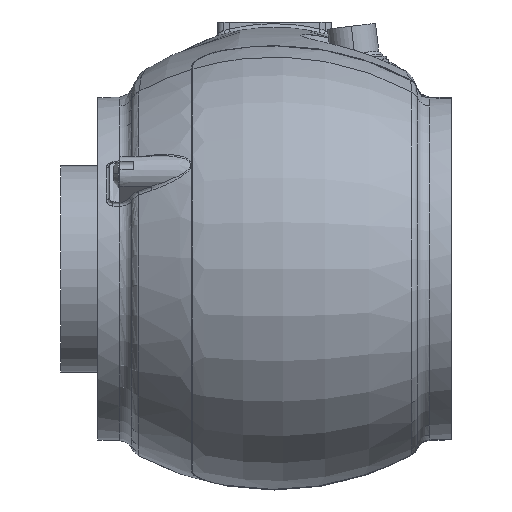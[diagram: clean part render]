
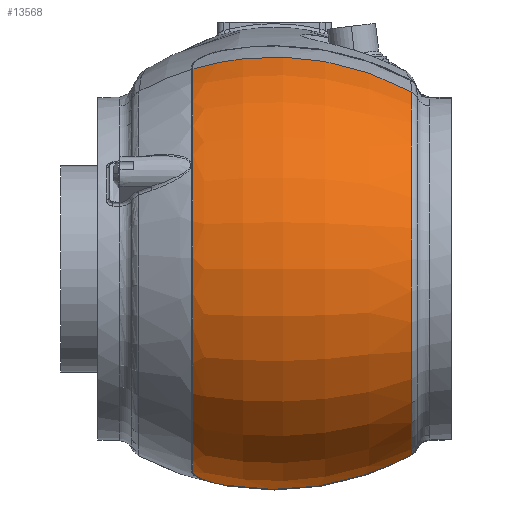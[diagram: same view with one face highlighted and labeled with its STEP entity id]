
A CAD part, left-side view. The second image highlights one B-rep face of the part: STEP entity #13568.
In plain terms, the highlighted toroidal (fillet/blend) face has major radius 19 mm and minor radius 83 mm.
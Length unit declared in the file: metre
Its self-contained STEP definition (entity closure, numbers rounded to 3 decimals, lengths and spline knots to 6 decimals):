
#339 = VERTEX_POINT ( 'NONE', #16256 ) ;
#553 = CARTESIAN_POINT ( 'NONE',  ( -0.011023, 0.023153, 0.560301 ) ) ;
#565 = CARTESIAN_POINT ( 'NONE',  ( -0.018118, -0.008334, 0.680944 ) ) ;
#828 = CARTESIAN_POINT ( 'NONE',  ( -0.004537, -0.035497, 0.564122 ) ) ;
#840 = CARTESIAN_POINT ( 'NONE',  ( -0.005523, 0.018358, 0.5583 ) ) ;
#1047 = CARTESIAN_POINT ( 'NONE',  ( 0., -0.039624, 0.62 ) ) ;
#1287 = DIRECTION ( 'NONE',  ( 0., -1., 0. ) ) ;
#1947 = CARTESIAN_POINT ( 'NONE',  ( -0.018116, -0.008507, 0.680927 ) ) ;
#2044 = CARTESIAN_POINT ( 'NONE',  ( -0.017201, -0.035275, 0.673603 ) ) ;
#2210 = CARTESIAN_POINT ( 'NONE',  ( -0.004536, -0.015716, 0.557633 ) ) ;
#2220 = CARTESIAN_POINT ( 'NONE',  ( -0.009064, 0.022213, 0.559704 ) ) ;
#2231 = CARTESIAN_POINT ( 'NONE',  ( -0.017938, 0.018555, 0.679426 ) ) ;
#2276 = CARTESIAN_POINT ( 'NONE',  ( -0.017019, -0.039624, 0.671176 ) ) ;
#2301 = CARTESIAN_POINT ( 'NONE',  ( -0.004536, 0.014085, 0.557368 ) ) ;
#2503 = CARTESIAN_POINT ( 'NONE',  ( -0.004537, -0.037583, 0.565147 ) ) ;
#3426 = CARTESIAN_POINT ( 'NONE',  ( -0.018149, -0.005213, 0.681205 ) ) ;
#3560 = CARTESIAN_POINT ( 'NONE',  ( -0.017092, -0.039624, 0.671151 ) ) ;
#3597 = CARTESIAN_POINT ( 'NONE',  ( -0.004786, 0.01628, 0.557795 ) ) ;
#3670 = VERTEX_POINT ( 'NONE', #14117 ) ;
#3695 = CARTESIAN_POINT ( 'NONE',  ( -0.014112, 0.023642, 0.561106 ) ) ;
#3972 = CARTESIAN_POINT ( 'NONE',  ( -0.004536, -0.022494, 0.559242 ) ) ;
#4010 = VERTEX_POINT ( 'NONE', #6579 ) ;
#4034 = FACE_OUTER_BOUND ( 'NONE', #6339, .T. ) ;
#4564 = DIRECTION ( 'NONE',  ( 0., -1., 0. ) ) ;
#4787 = CARTESIAN_POINT ( 'NONE',  ( -0.018115, -0.008601, 0.680917 ) ) ;
#4882 = CARTESIAN_POINT ( 'NONE',  ( -0.017471, -0.030499, 0.67571 ) ) ;
#4933 = AXIS2_PLACEMENT_3D ( 'NONE', #10429, #4564, #18022 ) ;
#5062 = CARTESIAN_POINT ( 'NONE',  ( -0.005158, 0.017488, 0.558077 ) ) ;
#5072 = CARTESIAN_POINT ( 'NONE',  ( -0.018161, -0.003135, 0.681319 ) ) ;
#5152 = CARTESIAN_POINT ( 'NONE',  ( -0.012853, 0.02358, 0.560796 ) ) ;
#5241 = CARTESIAN_POINT ( 'NONE',  ( -0.004537, -0.039624, 0.56626 ) ) ;
#5254 = CARTESIAN_POINT ( 'NONE',  ( -0.004536, 0.014085, 0.557368 ) ) ;
#5274 = B_SPLINE_CURVE_WITH_KNOTS ( 'NONE', 3,
 ( #3560, #2276, #12641, #18383 ),
 .UNSPECIFIED., .F., .F.,
 ( 4, 4 ),
 ( 0., 1. ),
 .UNSPECIFIED. ) ;
#5432 = CARTESIAN_POINT ( 'NONE',  ( -0.004535, 0.009504, 0.556577 ) ) ;
#5536 = CARTESIAN_POINT ( 'NONE',  ( -0.004536, -0.031245, 0.562248 ) ) ;
#5785 = CARTESIAN_POINT ( 'NONE',  ( -0.004536, 0.014085, 0.557368 ) ) ;
#6230 = TOROIDAL_SURFACE ( 'NONE', #17120, -0.019, 0.083 ) ;
#6338 = ORIENTED_EDGE ( 'NONE', *, *, #12117, .T. ) ;
#6339 = EDGE_LOOP ( 'NONE', ( #16796, #14034, #6338, #14255, #7723, #14864 ) ) ;
#6533 = CARTESIAN_POINT ( 'NONE',  ( -0.010165, 0.022798, 0.560047 ) ) ;
#6579 = CARTESIAN_POINT ( 'NONE',  ( -0.014112, 0.023642, 0.561106 ) ) ;
#6994 = CARTESIAN_POINT ( 'NONE',  ( -0.004535, 0.004921, 0.55618 ) ) ;
#7101 = EDGE_CURVE ( 'NONE', #18867, #3670, #10577, .T. ) ;
#7481 = EDGE_CURVE ( 'NONE', #10490, #15615, #16855, .T. ) ;
#7723 = ORIENTED_EDGE ( 'NONE', *, *, #7101, .T. ) ;
#7820 = CARTESIAN_POINT ( 'NONE',  ( -0.018166, -0.001752, 0.68136 ) ) ;
#7997 = CARTESIAN_POINT ( 'NONE',  ( -0.017785, -0.022737, 0.678215 ) ) ;
#8098 = CARTESIAN_POINT ( 'NONE',  ( -0.018141, -0.006253, 0.681135 ) ) ;
#8268 = CARTESIAN_POINT ( 'NONE',  ( -0.006922, 0.020429, 0.558941 ) ) ;
#8355 = CIRCLE ( 'NONE', #4933, 0.060562 ) ;
#8458 = CARTESIAN_POINT ( 'NONE',  ( -0.004536, -0.029088, 0.561405 ) ) ;
#8995 = EDGE_CURVE ( 'NONE', #339, #18867, #5274, .T. ) ;
#9554 = CARTESIAN_POINT ( 'NONE',  ( -0.011618, 0.023334, 0.560467 ) ) ;
#9566 = CARTESIAN_POINT ( 'NONE',  ( -0.017875, -0.020052, 0.678941 ) ) ;
#9749 = CARTESIAN_POINT ( 'NONE',  ( -0.007804, 0.021303, 0.559277 ) ) ;
#9993 = CARTESIAN_POINT ( 'NONE',  ( 0., 0., 0.62 ) ) ;
#10292 = CARTESIAN_POINT ( 'NONE',  ( -0.004537, -0.039624, 0.56626 ) ) ;
#10429 = CARTESIAN_POINT ( 'NONE',  ( 0., 0.023642, 0.62 ) ) ;
#10490 = VERTEX_POINT ( 'NONE', #5785 ) ;
#10577 = B_SPLINE_CURVE_WITH_KNOTS ( 'NONE', 3,
 ( #13780, #2044, #4882, #7997, #9566, #15336, #18234, #4787, #1947, #565, #18519, #11033, #8098, #3426, #5072, #7820, #15517, #16690, #15612, #2231, #16882 ),
 .UNSPECIFIED., .F., .F.,
 ( 4, 2, 2, 2, 2, 1, 1, 1, 2, 2, 2, 4 ),
 ( 0., 0.248543, 0.372815, 0.497086, 0.50097, 0.504853, 0.51262, 0.528154, 0.559222, 0.621358, 0.745629, 0.994173 ),
 .UNSPECIFIED. ) ;
#11022 = CARTESIAN_POINT ( 'NONE',  ( -0.005049, 0.017188, 0.558004 ) ) ;
#11033 = CARTESIAN_POINT ( 'NONE',  ( -0.018128, -0.007467, 0.681029 ) ) ;
#11216 = CARTESIAN_POINT ( 'NONE',  ( -0.00582, 0.018906, 0.558454 ) ) ;
#12117 = EDGE_CURVE ( 'NONE', #15615, #339, #19266, .T. ) ;
#12499 = CARTESIAN_POINT ( 'NONE',  ( -0.009334, 0.022374, 0.559791 ) ) ;
#12641 = CARTESIAN_POINT ( 'NONE',  ( -0.016946, -0.039624, 0.6712 ) ) ;
#12728 = DIRECTION ( 'NONE',  ( 0., 0., -1. ) ) ;
#12775 = CARTESIAN_POINT ( 'NONE',  ( -0.004535, -0.004248, 0.556143 ) ) ;
#13568 = ADVANCED_FACE ( 'NONE', ( #4034 ), #6230, .T. ) ;
#13780 = CARTESIAN_POINT ( 'NONE',  ( -0.016873, -0.039624, 0.671224 ) ) ;
#14034 = ORIENTED_EDGE ( 'NONE', *, *, #7481, .T. ) ;
#14117 = CARTESIAN_POINT ( 'NONE',  ( -0.017749, 0.023642, 0.677903 ) ) ;
#14255 = ORIENTED_EDGE ( 'NONE', *, *, #8995, .T. ) ;
#14289 = B_SPLINE_CURVE_WITH_KNOTS ( 'NONE', 3,
 ( #3695, #16961, #5152, #9554, #553, #6533, #15692, #12499, #2220, #18800, #9749, #8268, #18416, #11216, #840, #5062, #11022, #15600, #3597, #18608, #15505, #5254 ),
 .UNSPECIFIED., .F., .F.,
 ( 4, 2, 2, 2, 2, 2, 2, 2, 2, 2, 4 ),
 ( 0., 0.001944, 0.003888, 0.00486, 0.005832, 0.007776, 0.00972, 0.011664, 0.012636, 0.013608, 0.015552 ),
 .UNSPECIFIED. ) ;
#14864 = ORIENTED_EDGE ( 'NONE', *, *, #15006, .T. ) ;
#14926 = AXIS2_PLACEMENT_3D ( 'NONE', #1047, #17063, #18810 ) ;
#15006 = EDGE_CURVE ( 'NONE', #3670, #4010, #8355, .T. ) ;
#15336 = CARTESIAN_POINT ( 'NONE',  ( -0.018021, -0.014501, 0.680131 ) ) ;
#15505 = CARTESIAN_POINT ( 'NONE',  ( -0.004536, 0.014727, 0.557479 ) ) ;
#15517 = CARTESIAN_POINT ( 'NONE',  ( -0.018166, 0.002383, 0.68138 ) ) ;
#15600 = CARTESIAN_POINT ( 'NONE',  ( -0.004864, 0.016585, 0.557863 ) ) ;
#15612 = CARTESIAN_POINT ( 'NONE',  ( -0.018059, 0.013255, 0.680477 ) ) ;
#15615 = VERTEX_POINT ( 'NONE', #10292 ) ;
#15680 = CARTESIAN_POINT ( 'NONE',  ( -0.004535, -0.008835, 0.556503 ) ) ;
#15692 = CARTESIAN_POINT ( 'NONE',  ( -0.009884, 0.022666, 0.559962 ) ) ;
#15984 = CARTESIAN_POINT ( 'NONE',  ( -0.004536, -0.024712, 0.559901 ) ) ;
#16071 = CARTESIAN_POINT ( 'NONE',  ( -0.016873, -0.039624, 0.671224 ) ) ;
#16256 = CARTESIAN_POINT ( 'NONE',  ( -0.017092, -0.039624, 0.671151 ) ) ;
#16690 = CARTESIAN_POINT ( 'NONE',  ( -0.018151, 0.005123, 0.681254 ) ) ;
#16796 = ORIENTED_EDGE ( 'NONE', *, *, #17522, .T. ) ;
#16855 = B_SPLINE_CURVE_WITH_KNOTS ( 'NONE', 3,
 ( #2301, #5432, #6994, #12775, #15680, #2210, #18696, #3972, #15984, #8458, #5536, #828, #2503, #5241 ),
 .UNSPECIFIED., .F., .F.,
 ( 4, 2, 2, 2, 2, 2, 4 ),
 ( 0., 0.013754, 0.027508, 0.034385, 0.041262, 0.048138, 0.055015 ),
 .UNSPECIFIED. ) ;
#16882 = CARTESIAN_POINT ( 'NONE',  ( -0.017749, 0.023642, 0.677903 ) ) ;
#16961 = CARTESIAN_POINT ( 'NONE',  ( -0.013479, 0.023642, 0.560954 ) ) ;
#17063 = DIRECTION ( 'NONE',  ( 0., 1., 0. ) ) ;
#17120 = AXIS2_PLACEMENT_3D ( 'NONE', #9993, #1287, #12728 ) ;
#17522 = EDGE_CURVE ( 'NONE', #4010, #10490, #14289, .T. ) ;
#18022 = DIRECTION ( 'NONE',  ( 1., 0., 0. ) ) ;
#18234 = CARTESIAN_POINT ( 'NONE',  ( -0.018077, -0.011635, 0.680595 ) ) ;
#18383 = CARTESIAN_POINT ( 'NONE',  ( -0.016873, -0.039624, 0.671224 ) ) ;
#18416 = CARTESIAN_POINT ( 'NONE',  ( -0.006518, 0.01994, 0.558774 ) ) ;
#18519 = CARTESIAN_POINT ( 'NONE',  ( -0.018122, -0.008074, 0.680971 ) ) ;
#18608 = CARTESIAN_POINT ( 'NONE',  ( -0.0046, 0.015355, 0.5576 ) ) ;
#18696 = CARTESIAN_POINT ( 'NONE',  ( -0.004536, -0.017996, 0.558107 ) ) ;
#18800 = CARTESIAN_POINT ( 'NONE',  ( -0.008284, 0.021695, 0.559446 ) ) ;
#18810 = DIRECTION ( 'NONE',  ( 0., 0., 1. ) ) ;
#18867 = VERTEX_POINT ( 'NONE', #16071 ) ;
#19266 = CIRCLE ( 'NONE', #14926, 0.053931 ) ;
